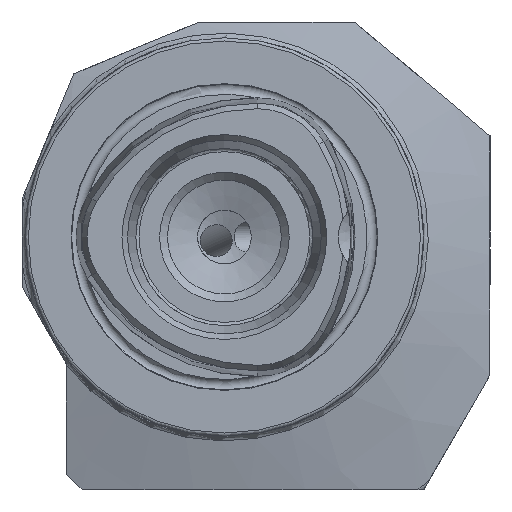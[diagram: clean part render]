
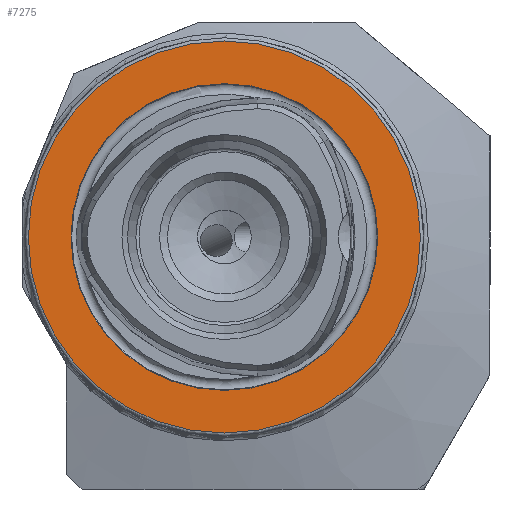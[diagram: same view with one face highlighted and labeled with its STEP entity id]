
A CAD part, left-side view. The second image highlights one B-rep face of the part: STEP entity #7275.
In plain terms, the highlighted planar face has unit normal (-1, 0, 0).
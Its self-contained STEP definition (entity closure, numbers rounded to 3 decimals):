
#681 = EDGE_LOOP ( 'NONE', ( #13434 ) ) ;
#767 = AXIS2_PLACEMENT_3D ( 'NONE', #14724, #7492, #1465 ) ;
#1144 = VERTEX_POINT ( 'NONE', #4512 ) ;
#1465 = DIRECTION ( 'NONE',  ( 0., 0., 1. ) ) ;
#1903 = CARTESIAN_POINT ( 'NONE',  ( 0., 0., 0. ) ) ;
#2194 = FACE_BOUND ( 'NONE', #681, .T. ) ;
#3154 = CIRCLE ( 'NONE', #767, 31. ) ;
#4512 = CARTESIAN_POINT ( 'NONE',  ( 0., 0., 31. ) ) ;
#5837 = EDGE_CURVE ( 'NONE', #1144, #1144, #3154, .T. ) ;
#6281 = EDGE_CURVE ( 'NONE', #8843, #8843, #6941, .T. ) ;
#6859 = PLANE ( 'NONE',  #11096 ) ;
#6941 = CIRCLE ( 'NONE', #14541, 24.25 ) ;
#7275 = ADVANCED_FACE ( 'NONE', ( #2194, #8794 ), #6859, .F. ) ;
#7492 = DIRECTION ( 'NONE',  ( -1., 0., 0. ) ) ;
#8794 = FACE_OUTER_BOUND ( 'NONE', #15391, .T. ) ;
#8843 = VERTEX_POINT ( 'NONE', #13118 ) ;
#9188 = CARTESIAN_POINT ( 'NONE',  ( 0., 24.25, 0. ) ) ;
#10067 = ORIENTED_EDGE ( 'NONE', *, *, #5837, .T. ) ;
#10175 = DIRECTION ( 'NONE',  ( -1., 0., 0. ) ) ;
#10378 = DIRECTION ( 'NONE',  ( 0., 0., -1. ) ) ;
#11096 = AXIS2_PLACEMENT_3D ( 'NONE', #9188, #15311, #10378 ) ;
#11403 = DIRECTION ( 'NONE',  ( 0., 0., 1. ) ) ;
#13118 = CARTESIAN_POINT ( 'NONE',  ( 0., 0., 24.25 ) ) ;
#13434 = ORIENTED_EDGE ( 'NONE', *, *, #6281, .F. ) ;
#14541 = AXIS2_PLACEMENT_3D ( 'NONE', #1903, #10175, #11403 ) ;
#14724 = CARTESIAN_POINT ( 'NONE',  ( 0., 0., 0. ) ) ;
#15311 = DIRECTION ( 'NONE',  ( 1., 0., 0. ) ) ;
#15391 = EDGE_LOOP ( 'NONE', ( #10067 ) ) ;
